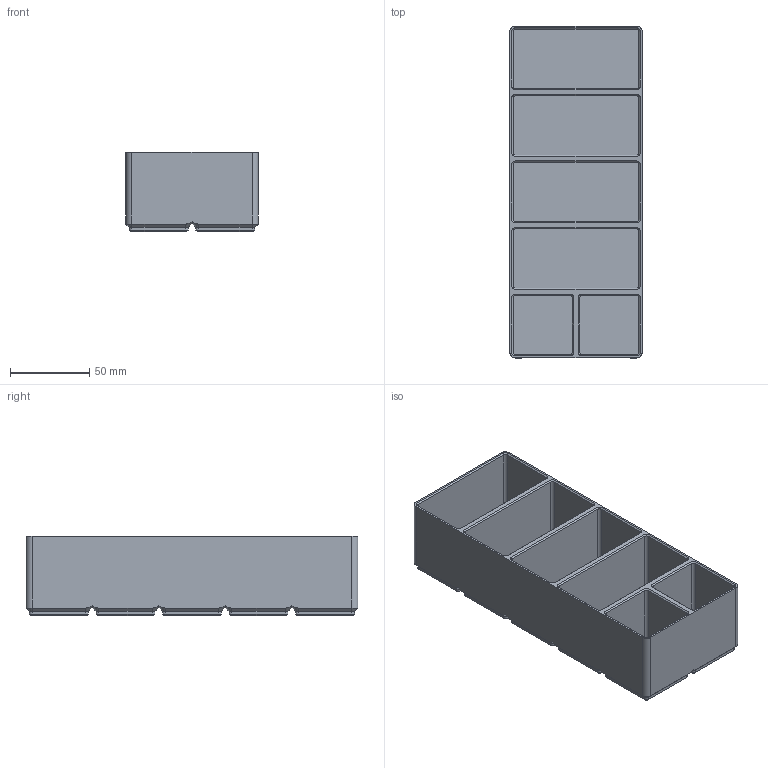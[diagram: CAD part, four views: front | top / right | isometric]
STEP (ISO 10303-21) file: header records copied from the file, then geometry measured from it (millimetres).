
FILE_DESCRIPTION(('Creo Elements/Direct Modeling STEP Export'),'2;1');
FILE_NAME('Gridfinity-2x5x50-08.stp','2022-11-06T18:40:53',(''),(''),'Creo Elements/Direct Modeling STEP processor for AP214 (Solid Model)','Creo Elements/Direct Modeling 20.3A 20-Jun-2020 (C) Parametric Technology GmbH','');
FILE_SCHEMA(('AUTOMOTIVE_DESIGN { 1 0 10303 214 1 1 1 1 }'));
Length unit declared in the file: millimetre
Products named in the file (2): 2x5x50-08
Assembly tree (1 placements, depth 2):
  2x5x50-08
    2x5x50-08
Bounding box: 83.5 x 209.5 x 50 mm (x, y, z)
Volume: 222096.6 mm3; surface area: 120573.7 mm2
Topology: 1 solids, 1 shells, 601 faces, 1293 edges, 780 vertices
Faces by surface type: plane 269, cylinder 228, cone 104
Entity records: 18021 total; most frequent: CARTESIAN_POINT 5279, DIRECTION 2623, ORIENTED_EDGE 2586, EDGE_CURVE 1293, AXIS2_PLACEMENT_3D 948, VERTEX_POINT 780, VECTOR 727, LINE 727
